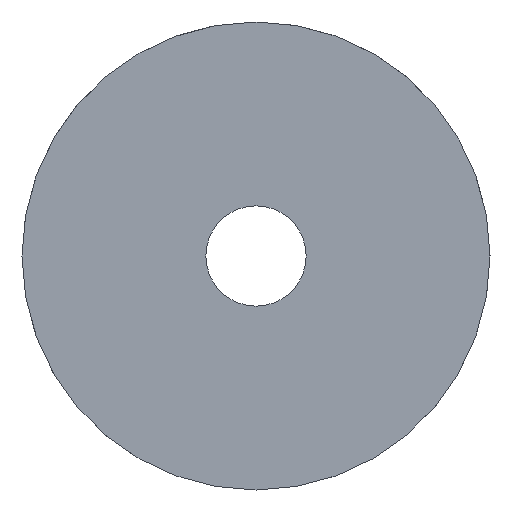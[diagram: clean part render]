
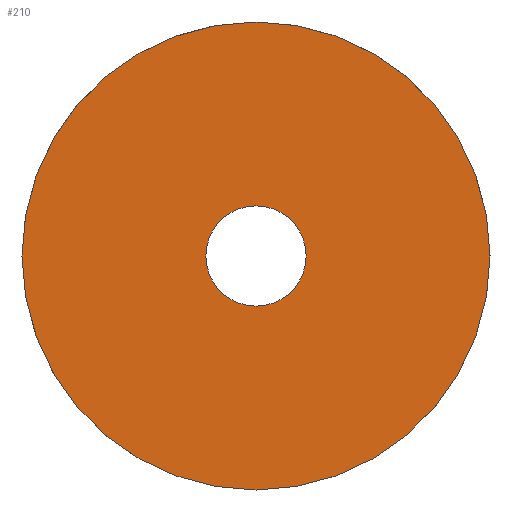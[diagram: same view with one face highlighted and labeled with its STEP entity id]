
A CAD part, left-side view. The second image highlights one B-rep face of the part: STEP entity #210.
In plain terms, the highlighted planar face has unit normal (-1, 0, 0).
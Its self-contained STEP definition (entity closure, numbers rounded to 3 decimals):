
#210 = ADVANCED_FACE( '', ( #439, #440 ), #441, .F. );
#439 = FACE_OUTER_BOUND( '', #678, .T. );
#440 = FACE_BOUND( '', #679, .T. );
#441 = PLANE( '', #680 );
#678 = EDGE_LOOP( '', ( #1177 ) );
#679 = EDGE_LOOP( '', ( #1178 ) );
#680 = AXIS2_PLACEMENT_3D( '', #1179, #1180, #1181 );
#1177 = ORIENTED_EDGE( '', *, *, #1477, .F. );
#1178 = ORIENTED_EDGE( '', *, *, #1492, .T. );
#1179 = CARTESIAN_POINT( '', ( 0., 0., 0. ) );
#1180 = DIRECTION( '', ( 1., 0., 0. ) );
#1181 = DIRECTION( '', ( 0., 0., -1. ) );
#1477 = EDGE_CURVE( '', #1759, #1759, #1760, .T. );
#1492 = EDGE_CURVE( '', #1775, #1775, #1776, .T. );
#1759 = VERTEX_POINT( '', #2070 );
#1760 = CIRCLE( '', #2071, 14. );
#1775 = VERTEX_POINT( '', #2089 );
#1776 = CIRCLE( '', #2090, 3. );
#2070 = CARTESIAN_POINT( '', ( 0., 0., -14. ) );
#2071 = AXIS2_PLACEMENT_3D( '', #2436, #2437, #2438 );
#2089 = CARTESIAN_POINT( '', ( 0., 0., -3. ) );
#2090 = AXIS2_PLACEMENT_3D( '', #2448, #2449, #2450 );
#2436 = CARTESIAN_POINT( '', ( 0., 0., 0. ) );
#2437 = DIRECTION( '', ( 1., 0., 0. ) );
#2438 = DIRECTION( '', ( 0., 0., -1. ) );
#2448 = CARTESIAN_POINT( '', ( 0., 0., 0. ) );
#2449 = DIRECTION( '', ( 1., 0., 0. ) );
#2450 = DIRECTION( '', ( 0., 0., -1. ) );
